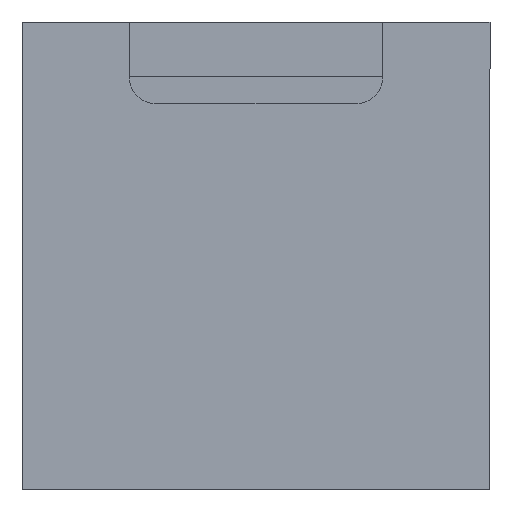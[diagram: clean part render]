
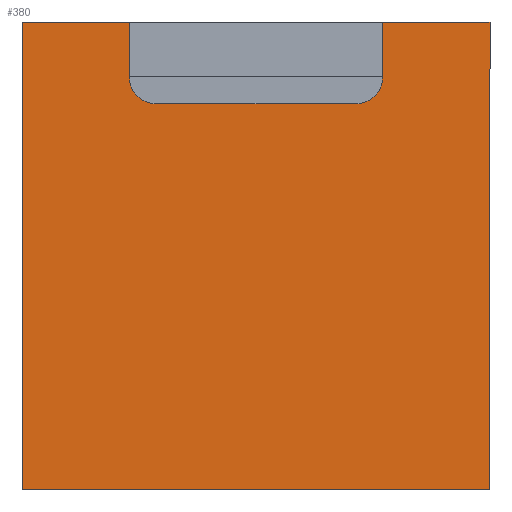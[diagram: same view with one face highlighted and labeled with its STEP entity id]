
A CAD part, front view. The second image highlights one B-rep face of the part: STEP entity #380.
In plain terms, the highlighted planar face has unit normal (0, -1, 0).
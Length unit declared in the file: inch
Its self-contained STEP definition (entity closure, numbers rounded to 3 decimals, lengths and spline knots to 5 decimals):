
#4 = EDGE_CURVE ( 'NONE', #471, #50, #9, .T. ) ;
#9 = LINE ( 'NONE', #436, #515 ) ;
#14 = DIRECTION ( 'NONE',  ( 0., 0., -1. ) ) ;
#29 = CARTESIAN_POINT ( 'NONE',  ( 0.10039, 0., 0.15354 ) ) ;
#30 = ORIENTED_EDGE ( 'NONE', *, *, #237, .F. ) ;
#41 = EDGE_LOOP ( 'NONE', ( #107, #596, #74, #310, #264, #588, #558, #30, #252, #351 ) ) ;
#50 = VERTEX_POINT ( 'NONE', #429 ) ;
#55 = CARTESIAN_POINT ( 'NONE',  ( -0.23622, 0., -0.23622 ) ) ;
#57 = DIRECTION ( 'NONE',  ( 0., 0., 1. ) ) ;
#59 = LINE ( 'NONE', #55, #166 ) ;
#65 = EDGE_CURVE ( 'NONE', #441, #471, #59, .T. ) ;
#72 = LINE ( 'NONE', #326, #154 ) ;
#74 = ORIENTED_EDGE ( 'NONE', *, *, #408, .F. ) ;
#81 = EDGE_CURVE ( 'NONE', #681, #204, #272, .T. ) ;
#90 = CARTESIAN_POINT ( 'NONE',  ( -0.23622, 0., 0.23622 ) ) ;
#93 = VECTOR ( 'NONE', #210, 39.37008 ) ;
#98 = DIRECTION ( 'NONE',  ( 0., -1., 0. ) ) ;
#107 = ORIENTED_EDGE ( 'NONE', *, *, #65, .F. ) ;
#118 = EDGE_CURVE ( 'NONE', #204, #492, #218, .T. ) ;
#125 = LINE ( 'NONE', #337, #93 ) ;
#126 = CARTESIAN_POINT ( 'NONE',  ( 0.10039, 0., 0.1811 ) ) ;
#134 = DIRECTION ( 'NONE',  ( 0., 0., -1. ) ) ;
#135 = LINE ( 'NONE', #348, #639 ) ;
#147 = CARTESIAN_POINT ( 'NONE',  ( -0.10039, 0., 0.1811 ) ) ;
#154 = VECTOR ( 'NONE', #534, 39.37008 ) ;
#158 = CARTESIAN_POINT ( 'NONE',  ( -0.12795, 0., 0.1811 ) ) ;
#161 = PLANE ( 'NONE',  #415 ) ;
#163 = DIRECTION ( 'NONE',  ( 0., 0., 1. ) ) ;
#166 = VECTOR ( 'NONE', #379, 39.37008 ) ;
#204 = VERTEX_POINT ( 'NONE', #29 ) ;
#210 = DIRECTION ( 'NONE',  ( 0., 0., -1. ) ) ;
#211 = DIRECTION ( 'NONE',  ( 1., 0., 0. ) ) ;
#218 = CIRCLE ( 'NONE', #660, 0.02756 ) ;
#220 = EDGE_CURVE ( 'NONE', #421, #441, #135, .T. ) ;
#237 = EDGE_CURVE ( 'NONE', #521, #681, #401, .T. ) ;
#252 = ORIENTED_EDGE ( 'NONE', *, *, #368, .F. ) ;
#264 = ORIENTED_EDGE ( 'NONE', *, *, #341, .F. ) ;
#272 = LINE ( 'NONE', #581, #469 ) ;
#310 = ORIENTED_EDGE ( 'NONE', *, *, #601, .F. ) ;
#316 = LINE ( 'NONE', #333, #672 ) ;
#326 = CARTESIAN_POINT ( 'NONE',  ( -0.23622, 0., 0.23622 ) ) ;
#333 = CARTESIAN_POINT ( 'NONE',  ( 0.12795, 0., 0.23622 ) ) ;
#337 = CARTESIAN_POINT ( 'NONE',  ( -0.12795, 0., 0.23622 ) ) ;
#341 = EDGE_CURVE ( 'NONE', #492, #450, #316, .T. ) ;
#348 = CARTESIAN_POINT ( 'NONE',  ( -0.23622, 0., -0.23622 ) ) ;
#351 = ORIENTED_EDGE ( 'NONE', *, *, #4, .F. ) ;
#364 = DIRECTION ( 'NONE',  ( 0., 0., -1. ) ) ;
#368 = EDGE_CURVE ( 'NONE', #50, #521, #125, .T. ) ;
#376 = CARTESIAN_POINT ( 'NONE',  ( -0.23622, 0., 0.23622 ) ) ;
#379 = DIRECTION ( 'NONE',  ( 0., 0., 1. ) ) ;
#380 = ADVANCED_FACE ( 'NONE', ( #631 ), #161, .F. ) ;
#395 = CARTESIAN_POINT ( 'NONE',  ( 0.23622, 0., -0.23622 ) ) ;
#400 = CARTESIAN_POINT ( 'NONE',  ( -0.23622, 0., -0.23622 ) ) ;
#401 = CIRCLE ( 'NONE', #460, 0.02756 ) ;
#408 = EDGE_CURVE ( 'NONE', #417, #421, #664, .T. ) ;
#415 = AXIS2_PLACEMENT_3D ( 'NONE', #376, #528, #57 ) ;
#417 = VERTEX_POINT ( 'NONE', #447 ) ;
#421 = VERTEX_POINT ( 'NONE', #559 ) ;
#429 = CARTESIAN_POINT ( 'NONE',  ( -0.12795, 0., 0.23622 ) ) ;
#436 = CARTESIAN_POINT ( 'NONE',  ( -0.23622, 0., 0.23622 ) ) ;
#441 = VERTEX_POINT ( 'NONE', #400 ) ;
#447 = CARTESIAN_POINT ( 'NONE',  ( 0.23622, 0., 0.23622 ) ) ;
#450 = VERTEX_POINT ( 'NONE', #649 ) ;
#460 = AXIS2_PLACEMENT_3D ( 'NONE', #147, #98, #364 ) ;
#469 = VECTOR ( 'NONE', #474, 39.37008 ) ;
#471 = VERTEX_POINT ( 'NONE', #90 ) ;
#474 = DIRECTION ( 'NONE',  ( 1., 0., 0. ) ) ;
#486 = DIRECTION ( 'NONE',  ( 0., -1., 0. ) ) ;
#492 = VERTEX_POINT ( 'NONE', #678 ) ;
#499 = VECTOR ( 'NONE', #134, 39.37008 ) ;
#515 = VECTOR ( 'NONE', #211, 39.37008 ) ;
#521 = VERTEX_POINT ( 'NONE', #158 ) ;
#528 = DIRECTION ( 'NONE',  ( 0., 1., 0. ) ) ;
#534 = DIRECTION ( 'NONE',  ( 1., 0., 0. ) ) ;
#554 = DIRECTION ( 'NONE',  ( -1., 0., 0. ) ) ;
#558 = ORIENTED_EDGE ( 'NONE', *, *, #81, .F. ) ;
#559 = CARTESIAN_POINT ( 'NONE',  ( 0.23622, 0., -0.23622 ) ) ;
#581 = CARTESIAN_POINT ( 'NONE',  ( -0.10039, 0., 0.15354 ) ) ;
#588 = ORIENTED_EDGE ( 'NONE', *, *, #118, .F. ) ;
#596 = ORIENTED_EDGE ( 'NONE', *, *, #220, .F. ) ;
#601 = EDGE_CURVE ( 'NONE', #450, #417, #72, .T. ) ;
#631 = FACE_OUTER_BOUND ( 'NONE', #41, .T. ) ;
#639 = VECTOR ( 'NONE', #554, 39.37008 ) ;
#649 = CARTESIAN_POINT ( 'NONE',  ( 0.12795, 0., 0.23622 ) ) ;
#660 = AXIS2_PLACEMENT_3D ( 'NONE', #126, #486, #14 ) ;
#664 = LINE ( 'NONE', #395, #499 ) ;
#667 = CARTESIAN_POINT ( 'NONE',  ( -0.10039, 0., 0.15354 ) ) ;
#672 = VECTOR ( 'NONE', #163, 39.37008 ) ;
#678 = CARTESIAN_POINT ( 'NONE',  ( 0.12795, 0., 0.1811 ) ) ;
#681 = VERTEX_POINT ( 'NONE', #667 ) ;
